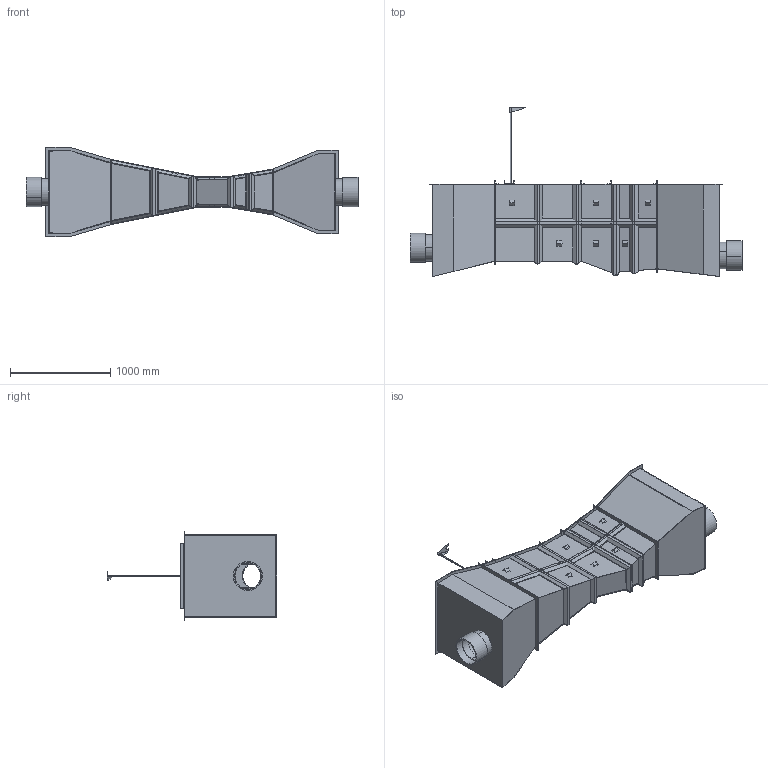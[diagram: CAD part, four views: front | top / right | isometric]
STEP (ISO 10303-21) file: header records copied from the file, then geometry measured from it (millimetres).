
FILE_DESCRIPTION (( 'STEP AP214' ), '1' );
FILE_NAME ('9in Parshall flume Assem1 with options.STEP', '2020-08-12T13:52:27', ( '' ), ( '' ), 'SwSTEP 2.0', 'SolidWorks 2020', '' );
FILE_SCHEMA (( 'AUTOMOTIVE_DESIGN' ));
Length unit declared in the file: inch
Products named in the file (17): hex nut_ai_HNUT 0.2500-20-D-N; 9 C Channel Ultrasonic Bkt_2in Parshall; Parshal Flume_9 inch; 9 MirrorAngle bracket; 9 Rev ATop Bracket Rev A sheet metal; 9 Ultrasonic Transducer Assy_9in Parshall Flume; 9 Angle bracket; 9 parshall inlet adapter_9 inch; 9in Parshall flume Assem1 with options; 9 FRP Pipe Stub_O10"; Parshall Staff Gauge 24in long parshall staff gauge_English Staff Gauge - 30"; 9 Rev ATop Bracket Tube; Copy of 49976 Rev Ashaft^9 Ultrasonic Transducer Assy; 9 Rev Abase plate; 9 parshall outlet end adapter_9 INCH; 9 Fernco Coupler_10 INCH FERNCO FITTING; 9 Rev ATop Bracket Assembly
Assembly tree (28 placements, depth 4):
  9in Parshall flume Assem1 with options
    9 Ultrasonic Transducer Assy_9in Parshall Flume
      9 Rev Abase plate
      Copy of 49976 Rev Ashaft^9 Ultrasonic Transducer Assy
      9 Rev ATop Bracket Assembly
        hex nut_ai_HNUT 0.2500-20-D-N
        9 Rev ATop Bracket Tube
        9 Rev ATop Bracket Rev A sheet metal
      9 C Channel Ultrasonic Bkt_2in Parshall
    9 Angle bracket  x11
    9 MirrorAngle bracket
    9 parshall inlet adapter_9 inch
    9 parshall outlet end adapter_9 INCH
    9 FRP Pipe Stub_O10"  x2
    9 Fernco Coupler_10 INCH FERNCO FITTING  x2
    Parshal Flume_9 inch
    Parshall Staff Gauge 24in long parshall staff gauge_English Staff Gauge - 30"
Bounding box: 3314.7 x 1690.94 x 889 mm (x, y, z)
Volume: 60239862.3 mm3; surface area: 22069771.4 mm2
Topology: 48 solids, 48 shells, 600 faces, 1484 edges, 978 vertices
Faces by surface type: plane 535, cylinder 47, cone 16, bspline 2
Entity records: 17613 total; most frequent: CARTESIAN_POINT 3109, ORIENTED_EDGE 2560, DIRECTION 2392, EDGE_CURVE 1280, VECTOR 1162, LINE 1162, VERTEX_POINT 842, AXIS2_PLACEMENT_3D 615
